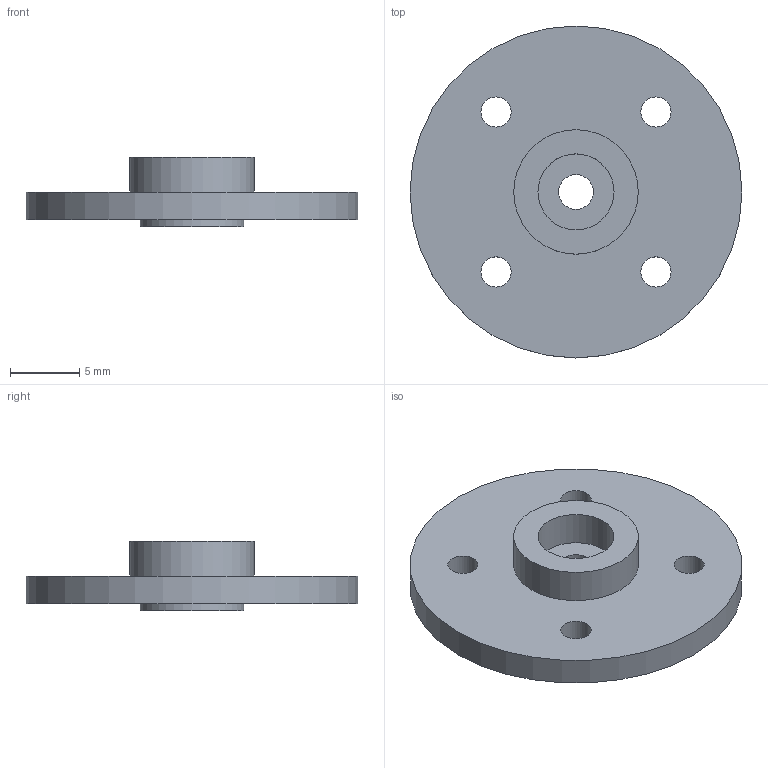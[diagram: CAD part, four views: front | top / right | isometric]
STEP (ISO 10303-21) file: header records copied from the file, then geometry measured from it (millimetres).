
FILE_DESCRIPTION(/* description */ ('Alibre Inc.'),/* implementation_level */ '2;1');
FILE_NAME(/* name */ 'export0',/* time_stamp */ '2017-01-13T20:39:15-05:00',/* author */ (''),/* organization */ (''),/* preprocessor_version */ 'ST-DEVELOPER v14',/* originating_system */ 'Alibre',/* authorisation */ '');
FILE_SCHEMA (('CONFIG_CONTROL_DESIGN'));
Length unit declared in the file: centimetre
Products named in the file (1): ID_1
Bounding box: 24 x 24 x 5 mm (x, y, z)
Volume: 972.6 mm3; surface area: 1221.5 mm2
Topology: 1 solids, 1 shells, 16 faces, 30 edges, 20 vertices
Faces by surface type: cylinder 10, plane 6
Full cylindrical faces by diameter (mm): 2.184 x4, 2.5 x1, 5.5 x1, 6 x1, 7.5 x1, 9 x1, 24 x1
Entity records: 459 total; most frequent: DIRECTION 65, CARTESIAN_POINT 55, ORIENTED_EDGE 40, EDGE_LOOP 40, FACE_BOUND 40, AXIS2_PLACEMENT_3D 35, VERTEX_POINT 20, CIRCLE 20
